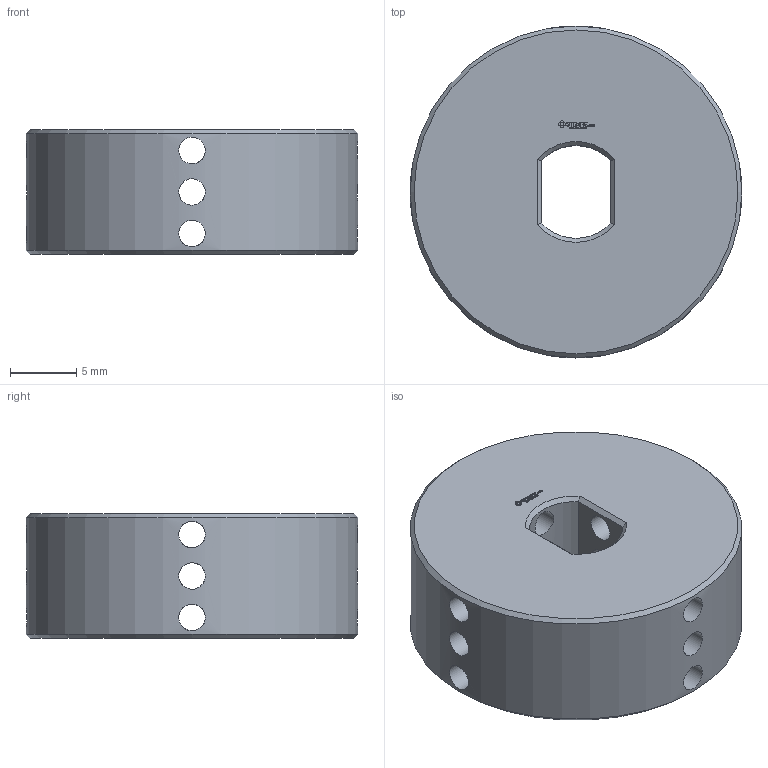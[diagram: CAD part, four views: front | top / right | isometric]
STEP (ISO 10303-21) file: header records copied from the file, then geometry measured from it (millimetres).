
FILE_DESCRIPTION(('FreeCAD Model'),'2;1');
FILE_NAME('Open CASCADE Shape Model','2024-03-12T23:32:07',(''),(''), 'Open CASCADE STEP processor 7.6','FreeCAD','Unknown');
FILE_SCHEMA(('AUTOMOTIVE_DESIGN { 1 0 10303 214 1 1 1 1 }'));
Length unit declared in the file: millimetre
Products named in the file (1): Shaft Collar IDX BU02.00x00.75 - SPN-SCL-0019 (stemfie.org)
Bounding box: 25 x 25 x 9.38 mm (x, y, z)
Volume: 3929.9 mm3; surface area: 2454.5 mm2
Topology: 1 solids, 1 shells, 512 faces, 1436 edges, 954 vertices
Faces by surface type: plane 301, extrusion 190, cylinder 15, cone 6
Full cylindrical faces by diameter (mm): 2 x12, 25 x1
Entity records: 17332 total; most frequent: CARTESIAN_POINT 4823, ORIENTED_EDGE 2872, DIRECTION 1894, EDGE_CURVE 1436, VECTOR 1196, LINE 1006, VERTEX_POINT 954, B_SPLINE_CURVE_WITH_KNOTS 594
